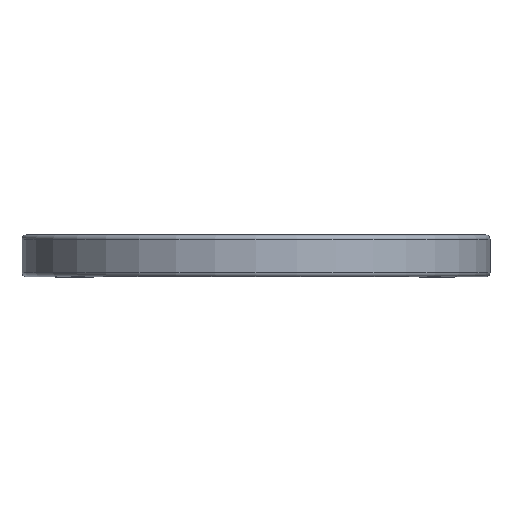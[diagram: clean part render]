
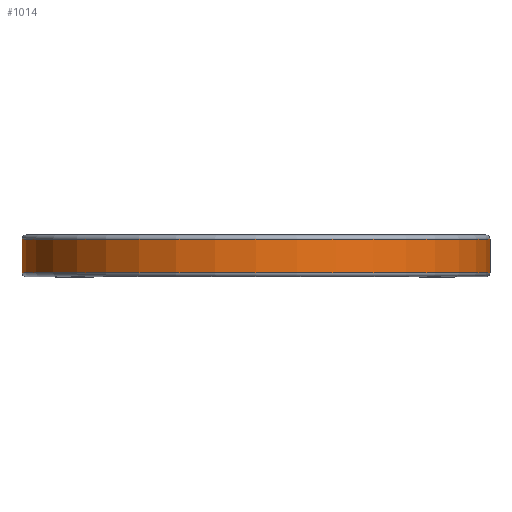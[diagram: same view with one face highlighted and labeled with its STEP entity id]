
A CAD part, front view. The second image highlights one B-rep face of the part: STEP entity #1014.
In plain terms, the highlighted cylindrical face has radius 168.4 mm (diameter 336.8 mm), a full revolution.
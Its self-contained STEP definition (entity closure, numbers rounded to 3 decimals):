
#266=CYLINDRICAL_SURFACE('',#10263,168.4);
#1014=ADVANCED_FACE('',(#3428,#3429),#266,.T.);
#3217=CIRCLE('',#10261,168.4);
#3218=CIRCLE('',#10262,168.4);
#3428=FACE_BOUND('',#3660,.T.);
#3429=FACE_BOUND('',#3661,.T.);
#3660=EDGE_LOOP('',(#5109));
#3661=EDGE_LOOP('',(#5110));
#5109=ORIENTED_EDGE('',*,*,#8703,.T.);
#5110=ORIENTED_EDGE('',*,*,#8704,.T.);
#7619=VERTEX_POINT('',#15596);
#7620=VERTEX_POINT('',#15598);
#8703=EDGE_CURVE('',#7619,#7619,#3217,.T.);
#8704=EDGE_CURVE('',#7620,#7620,#3218,.T.);
#10261=AXIS2_PLACEMENT_3D('',#15595,#11868,#11869);
#10262=AXIS2_PLACEMENT_3D('',#15597,#11870,#11871);
#10263=AXIS2_PLACEMENT_3D('',#15599,#11872,#11873);
#11868=DIRECTION('',(0.,0.,-1.));
#11869=DIRECTION('',(1.,0.,0.));
#11870=DIRECTION('',(0.,0.,1.));
#11871=DIRECTION('',(-1.,0.,0.));
#11872=DIRECTION('',(0.,0.,1.));
#11873=DIRECTION('',(-1.,0.,0.));
#15595=CARTESIAN_POINT('',(1889.,0.,27.));
#15596=CARTESIAN_POINT('',(2057.4,0.,27.));
#15597=CARTESIAN_POINT('',(1889.,0.,3.));
#15598=CARTESIAN_POINT('',(1720.6,0.,3.));
#15599=CARTESIAN_POINT('',(1889.,0.,0.));
